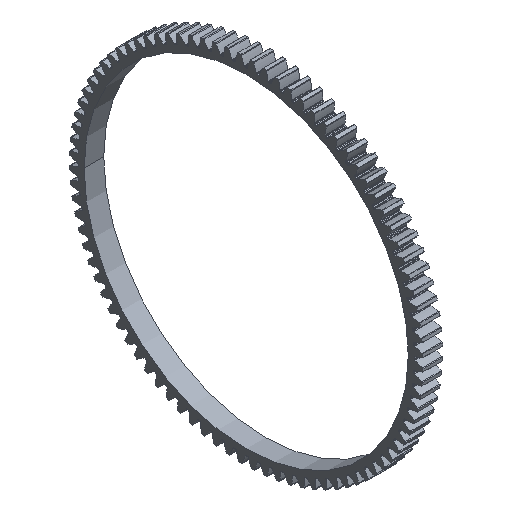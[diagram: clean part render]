
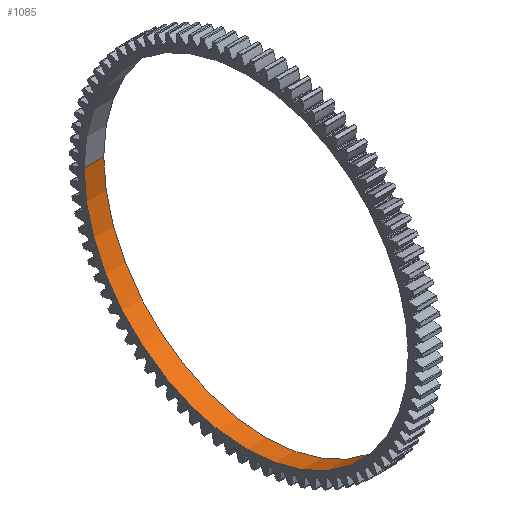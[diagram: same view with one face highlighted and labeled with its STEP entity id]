
A CAD part, isometric view. The second image highlights one B-rep face of the part: STEP entity #1085.
In plain terms, the highlighted cylindrical face has radius 82.5 mm (diameter 165 mm), a partial arc.
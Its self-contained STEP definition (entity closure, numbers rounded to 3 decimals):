
#1085=ADVANCED_FACE('',(#3223),#3224,.F.);
#3223=FACE_OUTER_BOUND('',#6413,.T.);
#3224=CYLINDRICAL_SURFACE('',#6414,82.5);
#6413=EDGE_LOOP('',(#9597,#9598,#9599,#9600));
#6414=AXIS2_PLACEMENT_3D('',#9601,#9602,#9603);
#9597=ORIENTED_EDGE('',*,*,#20186,.F.);
#9598=ORIENTED_EDGE('',*,*,#20187,.F.);
#9599=ORIENTED_EDGE('',*,*,#20188,.F.);
#9600=ORIENTED_EDGE('',*,*,#20189,.F.);
#9601=CARTESIAN_POINT('',(5.0,0.0,0.0));
#9602=DIRECTION('',(1.0,0.0,0.0));
#9603=DIRECTION('',(0.0,-1.0,0.0));
#20186=EDGE_CURVE('',#24421,#24422,#24423,.T.);
#20187=EDGE_CURVE('',#24424,#24421,#24425,.T.);
#20188=EDGE_CURVE('',#24426,#24424,#24427,.T.);
#20189=EDGE_CURVE('',#24422,#24426,#24428,.T.);
#24421=VERTEX_POINT('',#30772);
#24422=VERTEX_POINT('',#30773);
#24423=LINE('',#30774,#30775);
#24424=VERTEX_POINT('',#30776);
#24425=CIRCLE('',#30777,82.5);
#24426=VERTEX_POINT('',#30778);
#24427=LINE('',#30779,#30780);
#24428=CIRCLE('',#30781,82.5);
#30772=CARTESIAN_POINT('',(10.0,-82.5,0.0));
#30773=CARTESIAN_POINT('',(0.0,-82.5,0.0));
#30774=CARTESIAN_POINT('',(5.0,-82.5,0.));
#30775=VECTOR('',#38180,1.0);
#30776=CARTESIAN_POINT('',(10.0,82.5,0.));
#30777=AXIS2_PLACEMENT_3D('',#38181,#38182,#38183);
#30778=CARTESIAN_POINT('',(0.0,82.5,0.));
#30779=CARTESIAN_POINT('',(5.0,82.5,0.));
#30780=VECTOR('',#38184,1.0);
#30781=AXIS2_PLACEMENT_3D('',#38185,#38186,#38187);
#38180=DIRECTION('',(-1.0,0.0,-0.0));
#38181=CARTESIAN_POINT('',(10.0,0.0,0.0));
#38182=DIRECTION('',(-1.0,-0.0,0.0));
#38183=DIRECTION('',(0.0,-1.0,0.0));
#38184=DIRECTION('',(1.0,0.0,-0.0));
#38185=CARTESIAN_POINT('',(0.0,0.0,0.0));
#38186=DIRECTION('',(1.0,0.0,-0.0));
#38187=DIRECTION('',(0.0,-1.0,0.0));
